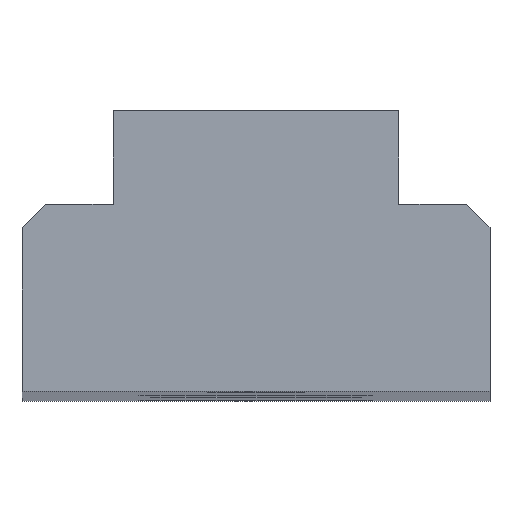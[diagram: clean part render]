
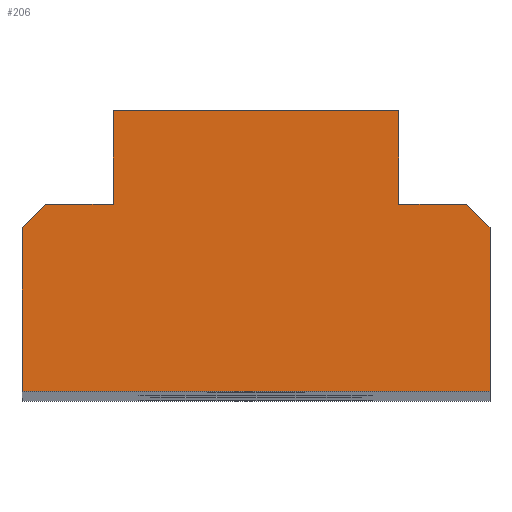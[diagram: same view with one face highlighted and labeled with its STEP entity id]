
A CAD part, top view. The second image highlights one B-rep face of the part: STEP entity #206.
In plain terms, the highlighted planar face has unit normal (0, 0, 1).
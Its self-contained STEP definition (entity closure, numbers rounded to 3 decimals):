
#3 = VERTEX_POINT ( 'NONE', #320 ) ;
#10 = EDGE_CURVE ( 'NONE', #190, #223, #330, .T. ) ;
#11 = EDGE_LOOP ( 'NONE', ( #208, #202, #207, #210, #209, #57, #51, #211, #67, #61 ) ) ;
#31 = EDGE_CURVE ( 'NONE', #144, #193, #351, .T. ) ;
#51 = ORIENTED_EDGE ( 'NONE', *, *, #205, .T. ) ;
#54 = EDGE_CURVE ( 'NONE', #171, #254, #274, .T. ) ;
#57 = ORIENTED_EDGE ( 'NONE', *, *, #10, .T. ) ;
#58 = EDGE_CURVE ( 'NONE', #3, #143, #389, .T. ) ;
#61 = ORIENTED_EDGE ( 'NONE', *, *, #31, .T. ) ;
#67 = ORIENTED_EDGE ( 'NONE', *, *, #156, .T. ) ;
#143 = VERTEX_POINT ( 'NONE', #466 ) ;
#144 = VERTEX_POINT ( 'NONE', #463 ) ;
#156 = EDGE_CURVE ( 'NONE', #143, #144, #665, .T. ) ;
#167 = EDGE_CURVE ( 'NONE', #180, #190, #690, .T. ) ;
#171 = VERTEX_POINT ( 'NONE', #648 ) ;
#176 = EDGE_CURVE ( 'NONE', #254, #255, #498, .T. ) ;
#179 = EDGE_CURVE ( 'NONE', #193, #171, #500, .T. ) ;
#180 = VERTEX_POINT ( 'NONE', #686 ) ;
#190 = VERTEX_POINT ( 'NONE', #477 ) ;
#193 = VERTEX_POINT ( 'NONE', #540 ) ;
#202 = ORIENTED_EDGE ( 'NONE', *, *, #54, .T. ) ;
#205 = EDGE_CURVE ( 'NONE', #223, #3, #521, .T. ) ;
#206 = ADVANCED_FACE ( 'NONE', ( #523 ), #527, .F. ) ;
#207 = ORIENTED_EDGE ( 'NONE', *, *, #176, .T. ) ;
#208 = ORIENTED_EDGE ( 'NONE', *, *, #179, .T. ) ;
#209 = ORIENTED_EDGE ( 'NONE', *, *, #167, .T. ) ;
#210 = ORIENTED_EDGE ( 'NONE', *, *, #246, .T. ) ;
#211 = ORIENTED_EDGE ( 'NONE', *, *, #58, .T. ) ;
#223 = VERTEX_POINT ( 'NONE', #572 ) ;
#246 = EDGE_CURVE ( 'NONE', #255, #180, #595, .T. ) ;
#254 = VERTEX_POINT ( 'NONE', #583 ) ;
#255 = VERTEX_POINT ( 'NONE', #691 ) ;
#266 = CARTESIAN_POINT ( 'NONE',  ( 4.5, 4., 120. ) ) ;
#272 = CARTESIAN_POINT ( 'NONE',  ( -5., 3.5, 120. ) ) ;
#274 = LINE ( 'NONE', #266, #393 ) ;
#320 = CARTESIAN_POINT ( 'NONE',  ( -4.5, 4., 120. ) ) ;
#326 = VECTOR ( 'NONE', #424, 1000. ) ;
#329 = CARTESIAN_POINT ( 'NONE',  ( -3.05, 4., 120. ) ) ;
#330 = LINE ( 'NONE', #329, #355 ) ;
#351 = LINE ( 'NONE', #425, #326 ) ;
#354 = DIRECTION ( 'NONE',  ( 0., -1., 0. ) ) ;
#355 = VECTOR ( 'NONE', #354, 1000. ) ;
#387 = DIRECTION ( 'NONE',  ( -0.707, -0.707, 0. ) ) ;
#388 = VECTOR ( 'NONE', #387, 1000. ) ;
#389 = LINE ( 'NONE', #272, #388 ) ;
#392 = DIRECTION ( 'NONE',  ( -0.707, 0.707, 0. ) ) ;
#393 = VECTOR ( 'NONE', #392, 1000. ) ;
#424 = DIRECTION ( 'NONE',  ( 1., 0., 0. ) ) ;
#425 = CARTESIAN_POINT ( 'NONE',  ( -5., 0., 120. ) ) ;
#463 = CARTESIAN_POINT ( 'NONE',  ( -5., 0., 120. ) ) ;
#466 = CARTESIAN_POINT ( 'NONE',  ( -5., 3.5, 120. ) ) ;
#477 = CARTESIAN_POINT ( 'NONE',  ( -3.05, 6., 120. ) ) ;
#483 = CARTESIAN_POINT ( 'NONE',  ( -5., 4., 120. ) ) ;
#490 = DIRECTION ( 'NONE',  ( 0., 1., 0. ) ) ;
#491 = VECTOR ( 'NONE', #490, 1000. ) ;
#494 = DIRECTION ( 'NONE',  ( -1., 0., 0. ) ) ;
#495 = VECTOR ( 'NONE', #494, 1000. ) ;
#498 = LINE ( 'NONE', #683, #495 ) ;
#499 = CARTESIAN_POINT ( 'NONE',  ( 5., 4., 120. ) ) ;
#500 = LINE ( 'NONE', #499, #491 ) ;
#516 = DIRECTION ( 'NONE',  ( -1., 0., 0. ) ) ;
#517 = DIRECTION ( 'NONE',  ( 0., 0., -1. ) ) ;
#519 = DIRECTION ( 'NONE',  ( -1., 0., 0. ) ) ;
#520 = VECTOR ( 'NONE', #519, 1000. ) ;
#521 = LINE ( 'NONE', #539, #520 ) ;
#523 = FACE_OUTER_BOUND ( 'NONE', #11, .T. ) ;
#524 = AXIS2_PLACEMENT_3D ( 'NONE', #483, #517, #516 ) ;
#527 = PLANE ( 'NONE',  #524 ) ;
#539 = CARTESIAN_POINT ( 'NONE',  ( -5., 4., 120. ) ) ;
#540 = CARTESIAN_POINT ( 'NONE',  ( 5., 0., 120. ) ) ;
#572 = CARTESIAN_POINT ( 'NONE',  ( -3.05, 4., 120. ) ) ;
#583 = CARTESIAN_POINT ( 'NONE',  ( 4.5, 4., 120. ) ) ;
#593 = VECTOR ( 'NONE', #698, 1000. ) ;
#594 = CARTESIAN_POINT ( 'NONE',  ( 3.05, 6., 120. ) ) ;
#595 = LINE ( 'NONE', #594, #593 ) ;
#648 = CARTESIAN_POINT ( 'NONE',  ( 5., 3.5, 120. ) ) ;
#662 = DIRECTION ( 'NONE',  ( 0., -1., 0. ) ) ;
#663 = VECTOR ( 'NONE', #662, 1000. ) ;
#664 = CARTESIAN_POINT ( 'NONE',  ( -5., 0., 120. ) ) ;
#665 = LINE ( 'NONE', #664, #663 ) ;
#683 = CARTESIAN_POINT ( 'NONE',  ( 3.05, 4., 120. ) ) ;
#686 = CARTESIAN_POINT ( 'NONE',  ( 3.05, 6., 120. ) ) ;
#687 = DIRECTION ( 'NONE',  ( -1., 0., 0. ) ) ;
#688 = VECTOR ( 'NONE', #687, 1000. ) ;
#689 = CARTESIAN_POINT ( 'NONE',  ( -3.05, 6., 120. ) ) ;
#690 = LINE ( 'NONE', #689, #688 ) ;
#691 = CARTESIAN_POINT ( 'NONE',  ( 3.05, 4., 120. ) ) ;
#698 = DIRECTION ( 'NONE',  ( 0., 1., 0. ) ) ;
